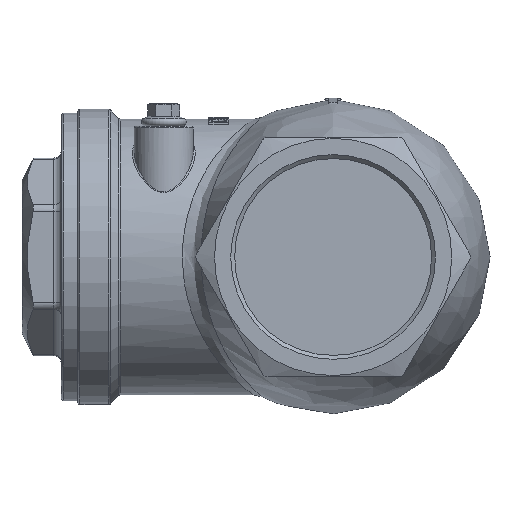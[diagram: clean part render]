
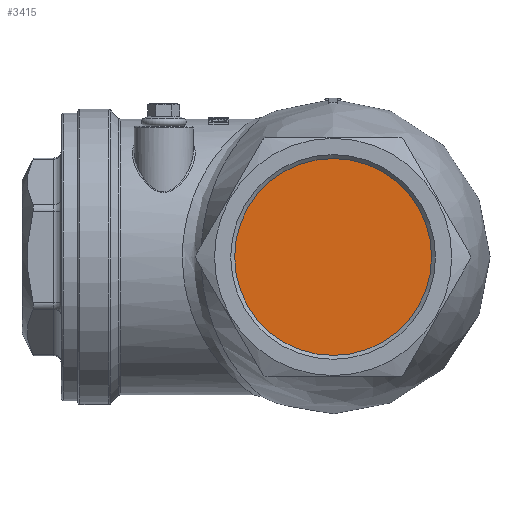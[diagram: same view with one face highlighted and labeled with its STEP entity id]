
A CAD part, left-side view. The second image highlights one B-rep face of the part: STEP entity #3415.
In plain terms, the highlighted planar face has unit normal (-1, 0, 0).
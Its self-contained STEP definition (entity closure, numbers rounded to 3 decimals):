
#212=PLANE('',#3783);
#417=FACE_OUTER_BOUND('',#626,.T.);
#626=EDGE_LOOP('',(#2908));
#761=CIRCLE('',#3763,25.);
#1534=VERTEX_POINT('',#7217);
#1992=EDGE_CURVE('',#1534,#1534,#761,.T.);
#2908=ORIENTED_EDGE('',*,*,#1992,.T.);
#3415=ADVANCED_FACE('',(#417),#212,.T.);
#3763=AXIS2_PLACEMENT_3D('',#7219,#4475,#4476);
#3783=AXIS2_PLACEMENT_3D('',#7245,#4517,#4518);
#4475=DIRECTION('center_axis',(-1.,0.,0.));
#4476=DIRECTION('ref_axis',(0.,0.,1.));
#4517=DIRECTION('center_axis',(-1.,0.,0.));
#4518=DIRECTION('ref_axis',(0.,0.,1.));
#7217=CARTESIAN_POINT('',(-53.,0.,-25.));
#7219=CARTESIAN_POINT('Origin',(-53.,0.,0.));
#7245=CARTESIAN_POINT('Origin',(-53.,-27.5,0.));
